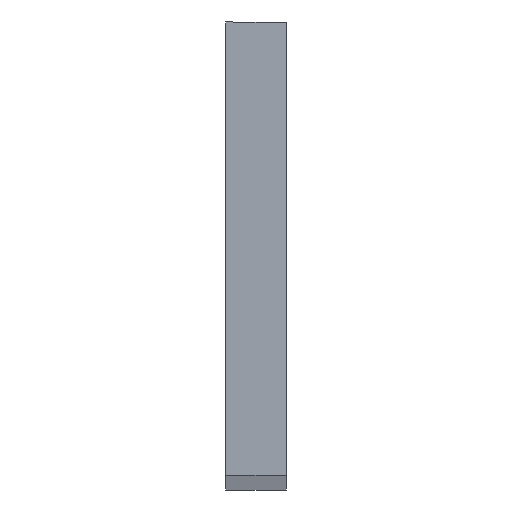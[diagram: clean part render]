
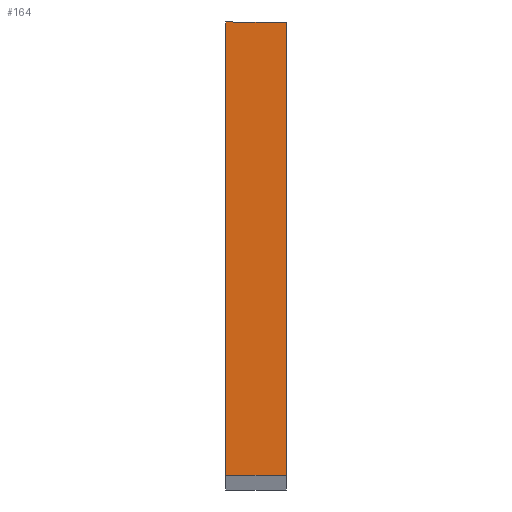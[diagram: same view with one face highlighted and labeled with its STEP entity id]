
A CAD part, top view. The second image highlights one B-rep face of the part: STEP entity #164.
In plain terms, the highlighted planar face has unit normal (0, 0, 1).
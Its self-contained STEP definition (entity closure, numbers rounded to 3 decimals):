
#36 = ORIENTED_EDGE ( 'NONE', *, *, #632, .T. ) ;
#50 = VECTOR ( 'NONE', #528, 1000. ) ;
#62 = LINE ( 'NONE', #532, #50 ) ;
#74 = ORIENTED_EDGE ( 'NONE', *, *, #637, .T. ) ;
#111 = VECTOR ( 'NONE', #563, 1000. ) ;
#127 = LINE ( 'NONE', #547, #111 ) ;
#164 = ADVANCED_FACE ( 'NONE', ( #777 ), #742, .T. ) ;
#296 = CARTESIAN_POINT ( 'NONE',  ( 0., 30., 557. ) ) ;
#332 = EDGE_LOOP ( 'NONE', ( #708, #36, #627, #74 ) ) ;
#352 = CARTESIAN_POINT ( 'NONE',  ( 0., 30., 557. ) ) ;
#355 = DIRECTION ( 'NONE',  ( 0., -1., 0. ) ) ;
#435 = VERTEX_POINT ( 'NONE', #555 ) ;
#469 = EDGE_CURVE ( 'NONE', #493, #435, #127, .T. ) ;
#477 = VERTEX_POINT ( 'NONE', #506 ) ;
#493 = VERTEX_POINT ( 'NONE', #550 ) ;
#506 = CARTESIAN_POINT ( 'NONE',  ( 0., 0., 557. ) ) ;
#528 = DIRECTION ( 'NONE',  ( -1., 0., 0. ) ) ;
#532 = CARTESIAN_POINT ( 'NONE',  ( 4., 30., 557. ) ) ;
#535 = CARTESIAN_POINT ( 'NONE',  ( 0., 0., 557. ) ) ;
#536 = DIRECTION ( 'NONE',  ( 1., 0., 0. ) ) ;
#547 = CARTESIAN_POINT ( 'NONE',  ( 4., 0., 557. ) ) ;
#550 = CARTESIAN_POINT ( 'NONE',  ( 4., 0., 557. ) ) ;
#555 = CARTESIAN_POINT ( 'NONE',  ( 4., 30., 557. ) ) ;
#563 = DIRECTION ( 'NONE',  ( 0., 1., 0. ) ) ;
#603 = DIRECTION ( 'NONE',  ( 0., 0., 1. ) ) ;
#621 = CARTESIAN_POINT ( 'NONE',  ( 0., 0., 557. ) ) ;
#627 = ORIENTED_EDGE ( 'NONE', *, *, #469, .T. ) ;
#632 = EDGE_CURVE ( 'NONE', #477, #493, #848, .T. ) ;
#637 = EDGE_CURVE ( 'NONE', #435, #761, #62, .T. ) ;
#659 = VECTOR ( 'NONE', #536, 1000. ) ;
#692 = AXIS2_PLACEMENT_3D ( 'NONE', #621, #603, #842 ) ;
#708 = ORIENTED_EDGE ( 'NONE', *, *, #734, .T. ) ;
#734 = EDGE_CURVE ( 'NONE', #761, #477, #856, .T. ) ;
#742 = PLANE ( 'NONE',  #692 ) ;
#761 = VERTEX_POINT ( 'NONE', #296 ) ;
#777 = FACE_OUTER_BOUND ( 'NONE', #332, .T. ) ;
#786 = VECTOR ( 'NONE', #355, 1000. ) ;
#842 = DIRECTION ( 'NONE',  ( 1., 0., 0. ) ) ;
#848 = LINE ( 'NONE', #535, #659 ) ;
#856 = LINE ( 'NONE', #352, #786 ) ;
